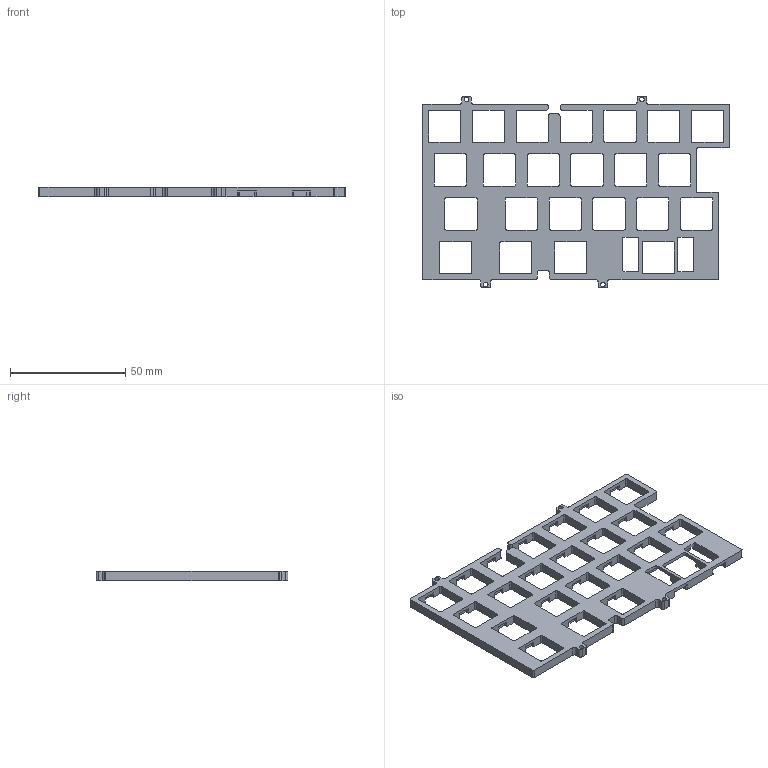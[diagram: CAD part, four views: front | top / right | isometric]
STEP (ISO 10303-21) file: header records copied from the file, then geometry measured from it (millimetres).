
FILE_DESCRIPTION(/* description */ (''),/* implementation_level */ '2;1');
FILE_NAME(/* name */ 'plate_left.step',/* time_stamp */ '2021-11-27T19:11:02+01:00',/* author */ (''),/* organization */ (''),/* preprocessor_version */ 'ST-DEVELOPER v18.1',/* originating_system */ 'Autodesk Translation Framework v10.10.0.1391',/* authorisation */ '');
FILE_SCHEMA (('AUTOMOTIVE_DESIGN { 1 0 10303 214 3 1 1 }'));
Length unit declared in the file: millimetre
Products named in the file (1): Plate_Left
Bounding box: 133.25 x 83.4 x 4 mm (x, y, z)
Volume: 18732.3 mm3; surface area: 17568.6 mm2
Topology: 1 solids, 1 shells, 461 faces, 1392 edges, 928 vertices
Faces by surface type: plane 319, cylinder 142
Full cylindrical faces by diameter (mm): 2 x4
Entity records: 15711 total; most frequent: ORIENTED_EDGE 2784, CARTESIAN_POINT 2782, DIRECTION 2600, EDGE_CURVE 1392, LINE 1108, VECTOR 1108, VERTEX_POINT 928, AXIS2_PLACEMENT_3D 746
